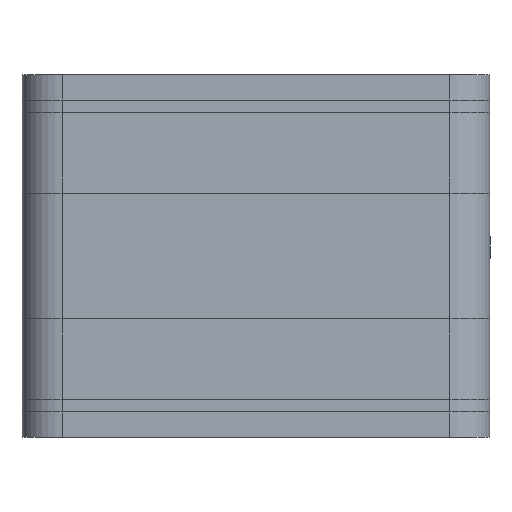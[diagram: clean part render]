
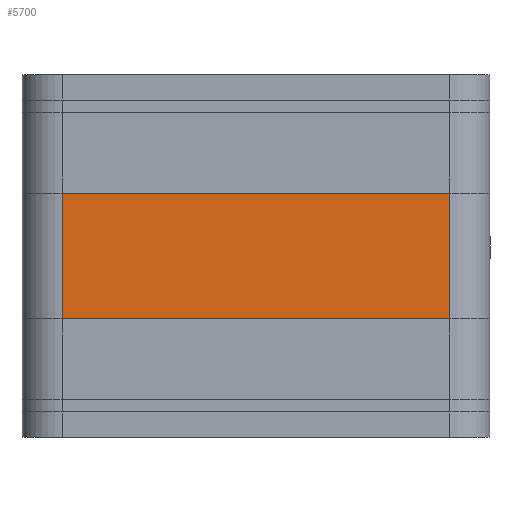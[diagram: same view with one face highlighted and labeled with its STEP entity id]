
A CAD part, left-side view. The second image highlights one B-rep face of the part: STEP entity #5700.
In plain terms, the highlighted planar face has unit normal (-1, 0, 0).
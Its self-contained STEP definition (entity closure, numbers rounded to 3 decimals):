
#1413 = PLANE('',#1414);
#1414 = AXIS2_PLACEMENT_3D('',#1415,#1416,#1417);
#1415 = CARTESIAN_POINT('',(-52.53,-11.,7.5));
#1416 = DIRECTION('',(-1.,0.,0.));
#1417 = DIRECTION('',(0.,1.,0.));
#3201 = VERTEX_POINT('',#3202);
#3202 = CARTESIAN_POINT('',(-52.53,-11.,23.5));
#3240 = CYLINDRICAL_SURFACE('',#3241,8.);
#3241 = AXIS2_PLACEMENT_3D('',#3242,#3243,#3244);
#3242 = CARTESIAN_POINT('',(-44.53,-11.,23.5));
#3243 = DIRECTION('',(-0.,-0.,-1.));
#3244 = DIRECTION('',(1.,0.,0.));
#3333 = EDGE_CURVE('',#3201,#3334,#3336,.T.);
#3334 = VERTEX_POINT('',#3335);
#3335 = CARTESIAN_POINT('',(-52.53,66.,23.5));
#3336 = SURFACE_CURVE('',#3337,(#3341,#3348),.PCURVE_S1.);
#3337 = LINE('',#3338,#3339);
#3338 = CARTESIAN_POINT('',(-52.53,-11.,23.5));
#3339 = VECTOR('',#3340,1.);
#3340 = DIRECTION('',(0.,1.,0.));
#3341 = PCURVE('',#1413,#3342);
#3342 = DEFINITIONAL_REPRESENTATION('',(#3343),#3347);
#3343 = LINE('',#3344,#3345);
#3344 = CARTESIAN_POINT('',(0.,-16.));
#3345 = VECTOR('',#3346,1.);
#3346 = DIRECTION('',(1.,0.));
#3347 = ( GEOMETRIC_REPRESENTATION_CONTEXT(2) 
PARAMETRIC_REPRESENTATION_CONTEXT() REPRESENTATION_CONTEXT('2D SPACE',''
  ) );
#3348 = PCURVE('',#3349,#3354);
#3349 = PLANE('',#3350);
#3350 = AXIS2_PLACEMENT_3D('',#3351,#3352,#3353);
#3351 = CARTESIAN_POINT('',(-52.53,-11.,23.5));
#3352 = DIRECTION('',(-1.,0.,0.));
#3353 = DIRECTION('',(0.,1.,0.));
#3354 = DEFINITIONAL_REPRESENTATION('',(#3355),#3359);
#3355 = LINE('',#3356,#3357);
#3356 = CARTESIAN_POINT('',(0.,0.));
#3357 = VECTOR('',#3358,1.);
#3358 = DIRECTION('',(1.,0.));
#3359 = ( GEOMETRIC_REPRESENTATION_CONTEXT(2) 
PARAMETRIC_REPRESENTATION_CONTEXT() REPRESENTATION_CONTEXT('2D SPACE',''
  ) );
#5572 = EDGE_CURVE('',#3201,#5573,#5575,.T.);
#5573 = VERTEX_POINT('',#5574);
#5574 = CARTESIAN_POINT('',(-52.53,-11.,48.5));
#5575 = SURFACE_CURVE('',#5576,(#5580,#5587),.PCURVE_S1.);
#5576 = LINE('',#5577,#5578);
#5577 = CARTESIAN_POINT('',(-52.53,-11.,23.5));
#5578 = VECTOR('',#5579,1.);
#5579 = DIRECTION('',(0.,0.,1.));
#5580 = PCURVE('',#3240,#5581);
#5581 = DEFINITIONAL_REPRESENTATION('',(#5582),#5586);
#5582 = LINE('',#5583,#5584);
#5583 = CARTESIAN_POINT('',(-3.142,0.));
#5584 = VECTOR('',#5585,1.);
#5585 = DIRECTION('',(-0.,-1.));
#5586 = ( GEOMETRIC_REPRESENTATION_CONTEXT(2) 
PARAMETRIC_REPRESENTATION_CONTEXT() REPRESENTATION_CONTEXT('2D SPACE',''
  ) );
#5587 = PCURVE('',#3349,#5588);
#5588 = DEFINITIONAL_REPRESENTATION('',(#5589),#5593);
#5589 = LINE('',#5590,#5591);
#5590 = CARTESIAN_POINT('',(0.,0.));
#5591 = VECTOR('',#5592,1.);
#5592 = DIRECTION('',(0.,-1.));
#5593 = ( GEOMETRIC_REPRESENTATION_CONTEXT(2) 
PARAMETRIC_REPRESENTATION_CONTEXT() REPRESENTATION_CONTEXT('2D SPACE',''
  ) );
#5687 = CYLINDRICAL_SURFACE('',#5688,8.);
#5688 = AXIS2_PLACEMENT_3D('',#5689,#5690,#5691);
#5689 = CARTESIAN_POINT('',(-44.53,66.,23.5));
#5690 = DIRECTION('',(-0.,-0.,-1.));
#5691 = DIRECTION('',(1.,0.,0.));
#5700 = ADVANCED_FACE('',(#5701),#3349,.T.);
#5701 = FACE_BOUND('',#5702,.T.);
#5702 = EDGE_LOOP('',(#5703,#5704,#5732,#5753));
#5703 = ORIENTED_EDGE('',*,*,#5572,.T.);
#5704 = ORIENTED_EDGE('',*,*,#5705,.T.);
#5705 = EDGE_CURVE('',#5573,#5706,#5708,.T.);
#5706 = VERTEX_POINT('',#5707);
#5707 = CARTESIAN_POINT('',(-52.53,66.,48.5));
#5708 = SURFACE_CURVE('',#5709,(#5713,#5720),.PCURVE_S1.);
#5709 = LINE('',#5710,#5711);
#5710 = CARTESIAN_POINT('',(-52.53,-11.,48.5));
#5711 = VECTOR('',#5712,1.);
#5712 = DIRECTION('',(0.,1.,0.));
#5713 = PCURVE('',#3349,#5714);
#5714 = DEFINITIONAL_REPRESENTATION('',(#5715),#5719);
#5715 = LINE('',#5716,#5717);
#5716 = CARTESIAN_POINT('',(0.,-25.));
#5717 = VECTOR('',#5718,1.);
#5718 = DIRECTION('',(1.,0.));
#5719 = ( GEOMETRIC_REPRESENTATION_CONTEXT(2) 
PARAMETRIC_REPRESENTATION_CONTEXT() REPRESENTATION_CONTEXT('2D SPACE',''
  ) );
#5720 = PCURVE('',#5721,#5726);
#5721 = PLANE('',#5722);
#5722 = AXIS2_PLACEMENT_3D('',#5723,#5724,#5725);
#5723 = CARTESIAN_POINT('',(-52.53,-11.,48.5));
#5724 = DIRECTION('',(-1.,0.,0.));
#5725 = DIRECTION('',(0.,1.,0.));
#5726 = DEFINITIONAL_REPRESENTATION('',(#5727),#5731);
#5727 = LINE('',#5728,#5729);
#5728 = CARTESIAN_POINT('',(0.,0.));
#5729 = VECTOR('',#5730,1.);
#5730 = DIRECTION('',(1.,0.));
#5731 = ( GEOMETRIC_REPRESENTATION_CONTEXT(2) 
PARAMETRIC_REPRESENTATION_CONTEXT() REPRESENTATION_CONTEXT('2D SPACE',''
  ) );
#5732 = ORIENTED_EDGE('',*,*,#5733,.F.);
#5733 = EDGE_CURVE('',#3334,#5706,#5734,.T.);
#5734 = SURFACE_CURVE('',#5735,(#5739,#5746),.PCURVE_S1.);
#5735 = LINE('',#5736,#5737);
#5736 = CARTESIAN_POINT('',(-52.53,66.,23.5));
#5737 = VECTOR('',#5738,1.);
#5738 = DIRECTION('',(0.,0.,1.));
#5739 = PCURVE('',#3349,#5740);
#5740 = DEFINITIONAL_REPRESENTATION('',(#5741),#5745);
#5741 = LINE('',#5742,#5743);
#5742 = CARTESIAN_POINT('',(77.,0.));
#5743 = VECTOR('',#5744,1.);
#5744 = DIRECTION('',(0.,-1.));
#5745 = ( GEOMETRIC_REPRESENTATION_CONTEXT(2) 
PARAMETRIC_REPRESENTATION_CONTEXT() REPRESENTATION_CONTEXT('2D SPACE',''
  ) );
#5746 = PCURVE('',#5687,#5747);
#5747 = DEFINITIONAL_REPRESENTATION('',(#5748),#5752);
#5748 = LINE('',#5749,#5750);
#5749 = CARTESIAN_POINT('',(-3.142,0.));
#5750 = VECTOR('',#5751,1.);
#5751 = DIRECTION('',(-0.,-1.));
#5752 = ( GEOMETRIC_REPRESENTATION_CONTEXT(2) 
PARAMETRIC_REPRESENTATION_CONTEXT() REPRESENTATION_CONTEXT('2D SPACE',''
  ) );
#5753 = ORIENTED_EDGE('',*,*,#3333,.F.);
